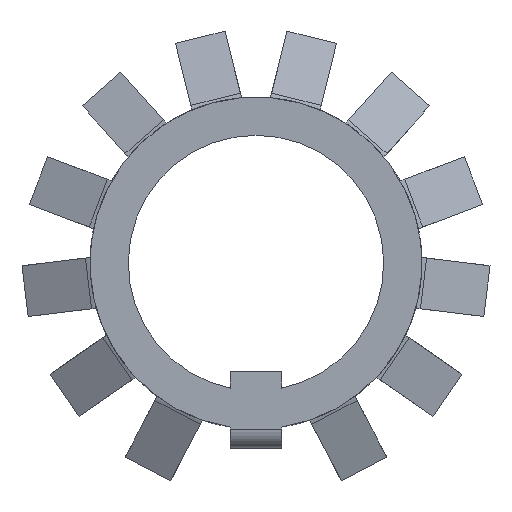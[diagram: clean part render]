
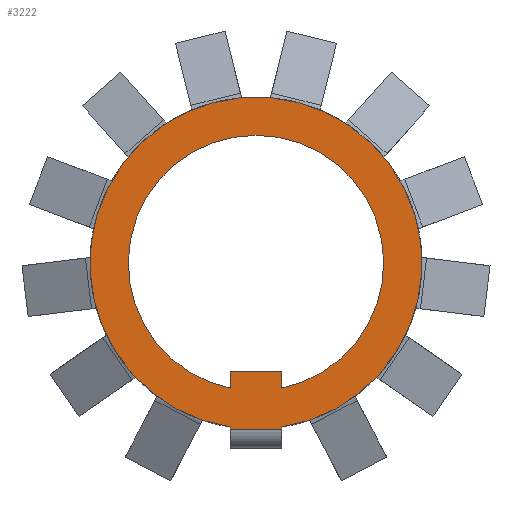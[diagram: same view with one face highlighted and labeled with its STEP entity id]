
A CAD part, front view. The second image highlights one B-rep face of the part: STEP entity #3222.
In plain terms, the highlighted planar face has unit normal (0, -1, 0).
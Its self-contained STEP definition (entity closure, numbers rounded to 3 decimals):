
#1 = EDGE_CURVE ( 'NONE', #815, #808, #1130, .T. ) ;
#125 = CARTESIAN_POINT ( 'NONE',  ( 10., 0., 0. ) ) ;
#147 = FACE_BOUND ( 'NONE', #3377, .T. ) ;
#202 = DIRECTION ( 'NONE',  ( 0., -1., 0. ) ) ;
#212 = ORIENTED_EDGE ( 'NONE', *, *, #1, .F. ) ;
#299 = AXIS2_PLACEMENT_3D ( 'NONE', #125, #2233, #646 ) ;
#305 = VECTOR ( 'NONE', #992, 1000. ) ;
#343 = VERTEX_POINT ( 'NONE', #2355 ) ;
#350 = EDGE_CURVE ( 'NONE', #2829, #868, #2861, .T. ) ;
#358 = ORIENTED_EDGE ( 'NONE', *, *, #2726, .F. ) ;
#395 = CARTESIAN_POINT ( 'NONE',  ( -2., 0., -9.798 ) ) ;
#400 = PLANE ( 'NONE',  #299 ) ;
#439 = VECTOR ( 'NONE', #3068, 1000. ) ;
#449 = DIRECTION ( 'NONE',  ( 0., -1., 0. ) ) ;
#466 = EDGE_CURVE ( 'NONE', #808, #343, #668, .T. ) ;
#469 = VERTEX_POINT ( 'NONE', #900 ) ;
#475 = VECTOR ( 'NONE', #647, 1000. ) ;
#495 = VERTEX_POINT ( 'NONE', #395 ) ;
#591 = CIRCLE ( 'NONE', #2605, 13. ) ;
#646 = DIRECTION ( 'NONE',  ( 0., 0., -1. ) ) ;
#647 = DIRECTION ( 'NONE',  ( 0., 0., 1. ) ) ;
#668 = LINE ( 'NONE', #2494, #1823 ) ;
#674 = CIRCLE ( 'NONE', #3383, 10. ) ;
#708 = DIRECTION ( 'NONE',  ( -1., 0., 0. ) ) ;
#713 = CARTESIAN_POINT ( 'NONE',  ( 2., 0., -10. ) ) ;
#738 = VECTOR ( 'NONE', #708, 1000. ) ;
#741 = VERTEX_POINT ( 'NONE', #1012 ) ;
#747 = VECTOR ( 'NONE', #796, 1000. ) ;
#751 = FACE_OUTER_BOUND ( 'NONE', #2032, .T. ) ;
#796 = DIRECTION ( 'NONE',  ( 0., 0., 1. ) ) ;
#808 = VERTEX_POINT ( 'NONE', #3137 ) ;
#815 = VERTEX_POINT ( 'NONE', #1821 ) ;
#868 = VERTEX_POINT ( 'NONE', #1582 ) ;
#900 = CARTESIAN_POINT ( 'NONE',  ( 2., 0., -12.845 ) ) ;
#992 = DIRECTION ( 'NONE',  ( 0., 0., 1. ) ) ;
#1012 = CARTESIAN_POINT ( 'NONE',  ( -2., 0., -8.5 ) ) ;
#1083 = LINE ( 'NONE', #713, #305 ) ;
#1130 = LINE ( 'NONE', #2426, #439 ) ;
#1171 = DIRECTION ( 'NONE',  ( 0., 0., 1. ) ) ;
#1263 = ORIENTED_EDGE ( 'NONE', *, *, #3352, .T. ) ;
#1416 = EDGE_CURVE ( 'NONE', #815, #469, #1083, .T. ) ;
#1443 = LINE ( 'NONE', #2308, #738 ) ;
#1536 = ORIENTED_EDGE ( 'NONE', *, *, #1922, .T. ) ;
#1582 = CARTESIAN_POINT ( 'NONE',  ( 2., 0., -8.5 ) ) ;
#1703 = CARTESIAN_POINT ( 'NONE',  ( -2., 0., -10. ) ) ;
#1766 = CARTESIAN_POINT ( 'NONE',  ( 0., 0., 0. ) ) ;
#1801 = CARTESIAN_POINT ( 'NONE',  ( 2., 0., -9.798 ) ) ;
#1819 = EDGE_CURVE ( 'NONE', #495, #741, #3250, .T. ) ;
#1821 = CARTESIAN_POINT ( 'NONE',  ( 2., 0., -13. ) ) ;
#1823 = VECTOR ( 'NONE', #1171, 1000. ) ;
#1922 = EDGE_CURVE ( 'NONE', #868, #741, #1443, .T. ) ;
#2018 = CARTESIAN_POINT ( 'NONE',  ( 0., 0., 0. ) ) ;
#2020 = ORIENTED_EDGE ( 'NONE', *, *, #350, .T. ) ;
#2032 = EDGE_LOOP ( 'NONE', ( #1263, #2763, #212, #2931 ) ) ;
#2042 = DIRECTION ( 'NONE',  ( 0., 0., -1. ) ) ;
#2233 = DIRECTION ( 'NONE',  ( 0., -1., 0. ) ) ;
#2293 = DIRECTION ( 'NONE',  ( 0., 0., -1. ) ) ;
#2308 = CARTESIAN_POINT ( 'NONE',  ( 2., 0., -8.5 ) ) ;
#2355 = CARTESIAN_POINT ( 'NONE',  ( -2., 0., -12.845 ) ) ;
#2398 = CARTESIAN_POINT ( 'NONE',  ( 2., 0., -10. ) ) ;
#2426 = CARTESIAN_POINT ( 'NONE',  ( 2., 0., -13. ) ) ;
#2494 = CARTESIAN_POINT ( 'NONE',  ( -2., 0., -10. ) ) ;
#2605 = AXIS2_PLACEMENT_3D ( 'NONE', #1766, #202, #2042 ) ;
#2638 = ORIENTED_EDGE ( 'NONE', *, *, #1819, .F. ) ;
#2726 = EDGE_CURVE ( 'NONE', #2829, #495, #674, .T. ) ;
#2763 = ORIENTED_EDGE ( 'NONE', *, *, #466, .F. ) ;
#2829 = VERTEX_POINT ( 'NONE', #1801 ) ;
#2861 = LINE ( 'NONE', #2398, #747 ) ;
#2931 = ORIENTED_EDGE ( 'NONE', *, *, #1416, .T. ) ;
#3068 = DIRECTION ( 'NONE',  ( -1., 0., 0. ) ) ;
#3137 = CARTESIAN_POINT ( 'NONE',  ( -2., 0., -13. ) ) ;
#3222 = ADVANCED_FACE ( 'NONE', ( #147, #751 ), #400, .T. ) ;
#3250 = LINE ( 'NONE', #1703, #475 ) ;
#3352 = EDGE_CURVE ( 'NONE', #469, #343, #591, .T. ) ;
#3377 = EDGE_LOOP ( 'NONE', ( #2638, #358, #2020, #1536 ) ) ;
#3383 = AXIS2_PLACEMENT_3D ( 'NONE', #2018, #449, #2293 ) ;
